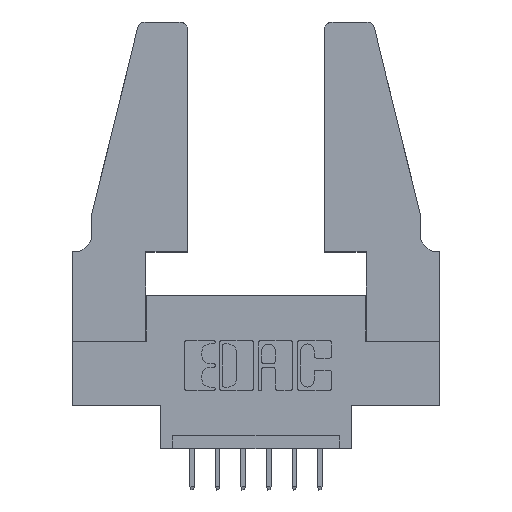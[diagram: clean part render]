
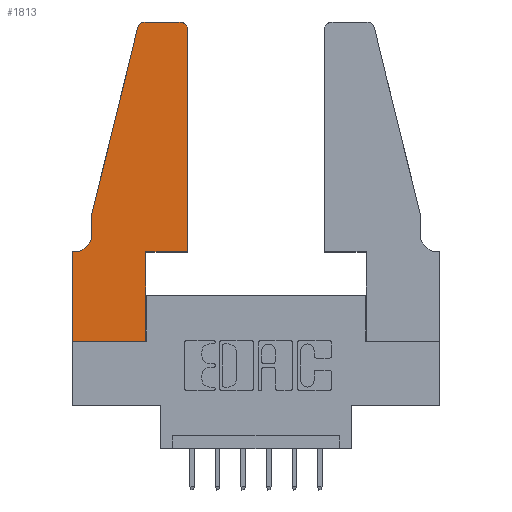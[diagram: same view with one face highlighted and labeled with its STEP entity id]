
A CAD part, top view. The second image highlights one B-rep face of the part: STEP entity #1813.
In plain terms, the highlighted planar face has unit normal (0, 0, 1).
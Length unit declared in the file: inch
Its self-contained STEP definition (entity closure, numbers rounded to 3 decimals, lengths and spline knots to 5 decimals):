
#71 = VERTEX_POINT ( 'NONE', #10301 ) ;
#585 = DIRECTION ( 'NONE',  ( 0., 0., 1. ) ) ;
#595 = VERTEX_POINT ( 'NONE', #1364 ) ;
#627 = DIRECTION ( 'NONE',  ( 1., 0., 0. ) ) ;
#652 = EDGE_CURVE ( 'NONE', #2181, #10875, #5987, .T. ) ;
#654 = DIRECTION ( 'NONE',  ( 0., -1., 0. ) ) ;
#822 = LINE ( 'NONE', #3897, #5815 ) ;
#945 = ORIENTED_EDGE ( 'NONE', *, *, #10724, .T. ) ;
#1130 = EDGE_CURVE ( 'NONE', #10875, #3925, #9830, .T. ) ;
#1135 = VECTOR ( 'NONE', #10502, 39.37008 ) ;
#1364 = CARTESIAN_POINT ( 'NONE',  ( 0., 0., 0.37 ) ) ;
#1714 = CARTESIAN_POINT ( 'NONE',  ( 0., 0.35, 0.37 ) ) ;
#1813 = ADVANCED_FACE ( 'NONE', ( #5691 ), #2487, .T. ) ;
#1828 = DIRECTION ( 'NONE',  ( -1., 0., 0. ) ) ;
#2059 = EDGE_CURVE ( 'NONE', #9429, #595, #4373, .T. ) ;
#2085 = DIRECTION ( 'NONE',  ( 0., 0., 1. ) ) ;
#2091 = VECTOR ( 'NONE', #2240, 39.37008 ) ;
#2181 = VERTEX_POINT ( 'NONE', #11221 ) ;
#2195 = VERTEX_POINT ( 'NONE', #6438 ) ;
#2203 = CARTESIAN_POINT ( 'NONE',  ( 0., 0., 0.37 ) ) ;
#2218 = EDGE_CURVE ( 'NONE', #4620, #6341, #822, .T. ) ;
#2240 = DIRECTION ( 'NONE',  ( 1., 0., 0. ) ) ;
#2465 = CARTESIAN_POINT ( 'NONE',  ( 0., 0., 0.37 ) ) ;
#2487 = PLANE ( 'NONE',  #7408 ) ;
#2566 = LINE ( 'NONE', #4073, #1135 ) ;
#2826 = CARTESIAN_POINT ( 'NONE',  ( 0.284, 1.22, 0.37 ) ) ;
#2882 = CARTESIAN_POINT ( 'NONE',  ( 0.0055, 0.35, 0.37 ) ) ;
#2913 = EDGE_CURVE ( 'NONE', #3925, #2195, #7926, .T. ) ;
#2922 = DIRECTION ( 'NONE',  ( -1., 0., 0. ) ) ;
#2981 = CARTESIAN_POINT ( 'NONE',  ( 0.2865, 0.35, 0.37 ) ) ;
#3024 = AXIS2_PLACEMENT_3D ( 'NONE', #2826, #2085, #8435 ) ;
#3153 = ORIENTED_EDGE ( 'NONE', *, *, #9893, .T. ) ;
#3607 = LINE ( 'NONE', #4395, #5910 ) ;
#3897 = CARTESIAN_POINT ( 'NONE',  ( 0.4505, 0.35, 0.37 ) ) ;
#3925 = VERTEX_POINT ( 'NONE', #5162 ) ;
#4073 = CARTESIAN_POINT ( 'NONE',  ( 0.0755, 0.35, 0.37 ) ) ;
#4302 = ORIENTED_EDGE ( 'NONE', *, *, #11115, .T. ) ;
#4373 = LINE ( 'NONE', #2465, #5107 ) ;
#4395 = CARTESIAN_POINT ( 'NONE',  ( 0.4505, 0.35, 0.37 ) ) ;
#4566 = LINE ( 'NONE', #8111, #5722 ) ;
#4620 = VERTEX_POINT ( 'NONE', #6699 ) ;
#4824 = CARTESIAN_POINT ( 'NONE',  ( 0.4505, 1.22, 0.37 ) ) ;
#5107 = VECTOR ( 'NONE', #654, 39.37008 ) ;
#5161 = VECTOR ( 'NONE', #6848, 39.37008 ) ;
#5162 = CARTESIAN_POINT ( 'NONE',  ( 0.25487, 1.22718, 0.37 ) ) ;
#5226 = VECTOR ( 'NONE', #6492, 39.37008 ) ;
#5274 = AXIS2_PLACEMENT_3D ( 'NONE', #6404, #5337, #8132 ) ;
#5310 = LINE ( 'NONE', #5848, #5161 ) ;
#5337 = DIRECTION ( 'NONE',  ( 0., 0., 1. ) ) ;
#5343 = VERTEX_POINT ( 'NONE', #2981 ) ;
#5462 = CIRCLE ( 'NONE', #5274, 0.03 ) ;
#5466 = ORIENTED_EDGE ( 'NONE', *, *, #7840, .T. ) ;
#5574 = CARTESIAN_POINT ( 'NONE',  ( 0.0755, 0.5, 0.37 ) ) ;
#5630 = VERTEX_POINT ( 'NONE', #8041 ) ;
#5691 = FACE_OUTER_BOUND ( 'NONE', #6501, .T. ) ;
#5722 = VECTOR ( 'NONE', #9513, 39.37008 ) ;
#5773 = EDGE_CURVE ( 'NONE', #5343, #4620, #3607, .T. ) ;
#5777 = ORIENTED_EDGE ( 'NONE', *, *, #5773, .T. ) ;
#5815 = VECTOR ( 'NONE', #7627, 39.37008 ) ;
#5848 = CARTESIAN_POINT ( 'NONE',  ( 0.2865, 0.35, 0.37 ) ) ;
#5910 = VECTOR ( 'NONE', #6285, 39.37008 ) ;
#5915 = CARTESIAN_POINT ( 'NONE',  ( 0.284, 1.25, 0.37 ) ) ;
#5987 = LINE ( 'NONE', #8377, #6567 ) ;
#6051 = VERTEX_POINT ( 'NONE', #2882 ) ;
#6064 = CARTESIAN_POINT ( 'NONE',  ( 0., 0.35, 0.37 ) ) ;
#6264 = AXIS2_PLACEMENT_3D ( 'NONE', #8972, #7285, #1828 ) ;
#6285 = DIRECTION ( 'NONE',  ( 1., 0., 0. ) ) ;
#6341 = VERTEX_POINT ( 'NONE', #4824 ) ;
#6389 = ORIENTED_EDGE ( 'NONE', *, *, #11327, .T. ) ;
#6404 = CARTESIAN_POINT ( 'NONE',  ( 0.4205, 1.22, 0.37 ) ) ;
#6417 = ORIENTED_EDGE ( 'NONE', *, *, #2218, .T. ) ;
#6438 = CARTESIAN_POINT ( 'NONE',  ( 0.0755, 0.5, 0.37 ) ) ;
#6492 = DIRECTION ( 'NONE',  ( -0.239, -0.971, 0. ) ) ;
#6501 = EDGE_LOOP ( 'NONE', ( #7534, #6911, #7203, #6389, #945, #5466, #6829, #3153, #4302, #5777, #6417, #8805 ) ) ;
#6567 = VECTOR ( 'NONE', #2922, 39.37008 ) ;
#6699 = CARTESIAN_POINT ( 'NONE',  ( 0.4505, 0.35, 0.37 ) ) ;
#6829 = ORIENTED_EDGE ( 'NONE', *, *, #2059, .T. ) ;
#6848 = DIRECTION ( 'NONE',  ( 0., 1., 0. ) ) ;
#6911 = ORIENTED_EDGE ( 'NONE', *, *, #1130, .T. ) ;
#7203 = ORIENTED_EDGE ( 'NONE', *, *, #2913, .T. ) ;
#7285 = DIRECTION ( 'NONE',  ( 0., 0., -1. ) ) ;
#7408 = AXIS2_PLACEMENT_3D ( 'NONE', #6064, #585, #627 ) ;
#7534 = ORIENTED_EDGE ( 'NONE', *, *, #652, .T. ) ;
#7627 = DIRECTION ( 'NONE',  ( 0., 1., 0. ) ) ;
#7840 = EDGE_CURVE ( 'NONE', #6051, #9429, #2566, .T. ) ;
#7926 = LINE ( 'NONE', #5574, #5226 ) ;
#8041 = CARTESIAN_POINT ( 'NONE',  ( 0.0755, 0.42, 0.37 ) ) ;
#8111 = CARTESIAN_POINT ( 'NONE',  ( 0.0755, 0.5, 0.37 ) ) ;
#8132 = DIRECTION ( 'NONE',  ( 1., 0., 0. ) ) ;
#8377 = CARTESIAN_POINT ( 'NONE',  ( 0.2605, 1.25, 0.37 ) ) ;
#8435 = DIRECTION ( 'NONE',  ( 1., 0., 0. ) ) ;
#8805 = ORIENTED_EDGE ( 'NONE', *, *, #10672, .T. ) ;
#8972 = CARTESIAN_POINT ( 'NONE',  ( 0.0055, 0.42, 0.37 ) ) ;
#9429 = VERTEX_POINT ( 'NONE', #1714 ) ;
#9513 = DIRECTION ( 'NONE',  ( 0., -1., 0. ) ) ;
#9830 = CIRCLE ( 'NONE', #3024, 0.03 ) ;
#9893 = EDGE_CURVE ( 'NONE', #595, #71, #10903, .T. ) ;
#10141 = CIRCLE ( 'NONE', #6264, 0.07 ) ;
#10301 = CARTESIAN_POINT ( 'NONE',  ( 0.2865, 0., 0.37 ) ) ;
#10502 = DIRECTION ( 'NONE',  ( -1., 0., 0. ) ) ;
#10672 = EDGE_CURVE ( 'NONE', #6341, #2181, #5462, .T. ) ;
#10724 = EDGE_CURVE ( 'NONE', #5630, #6051, #10141, .T. ) ;
#10875 = VERTEX_POINT ( 'NONE', #5915 ) ;
#10903 = LINE ( 'NONE', #2203, #2091 ) ;
#11115 = EDGE_CURVE ( 'NONE', #71, #5343, #5310, .T. ) ;
#11221 = CARTESIAN_POINT ( 'NONE',  ( 0.4205, 1.25, 0.37 ) ) ;
#11327 = EDGE_CURVE ( 'NONE', #2195, #5630, #4566, .T. ) ;
